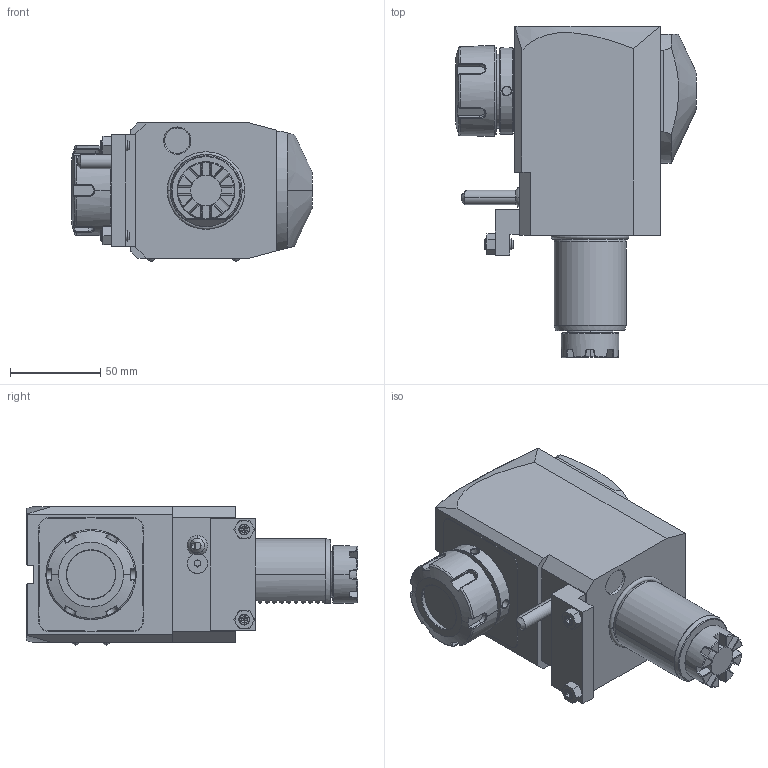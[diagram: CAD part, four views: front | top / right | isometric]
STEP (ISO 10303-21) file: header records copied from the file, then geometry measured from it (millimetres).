
FILE_DESCRIPTION((''),'2;1');
FILE_NAME('NGT1_40_241_32_1_2_80D','2017-03-10T',('vali'),('NOVA GRUP'),'PRO/ENGINEER BY PARAMETRIC TECHNOLOGY CORPORATION, 2010280','PRO/ENGINEER BY PARAMETRIC TECHNOLOGY CORPORATION, 2010280','');
FILE_SCHEMA(('CONFIG_CONTROL_DESIGN'));
Length unit declared in the file: millimetre
Products named in the file (1): NGT1_40_241_32_1_2_80D
Bounding box: 133.6 x 184 x 76.6 mm (x, y, z)
Volume: 885756.1 mm3; surface area: 71893.6 mm2
Topology: 1 solids, 1 shells, 473 faces, 1231 edges, 771 vertices
Faces by surface type: plane 207, cone 97, cylinder 89, bspline 58, torus 14, sphere 6, extrusion 2
Entity records: 19723 total; most frequent: CARTESIAN_POINT 9124, ORIENTED_EDGE 2430, DIRECTION 1821, EDGE_CURVE 1215, VERTEX_POINT 771, AXIS2_PLACEMENT_3D 672, EDGE_LOOP 502, B_SPLINE_CURVE_WITH_KNOTS 483
